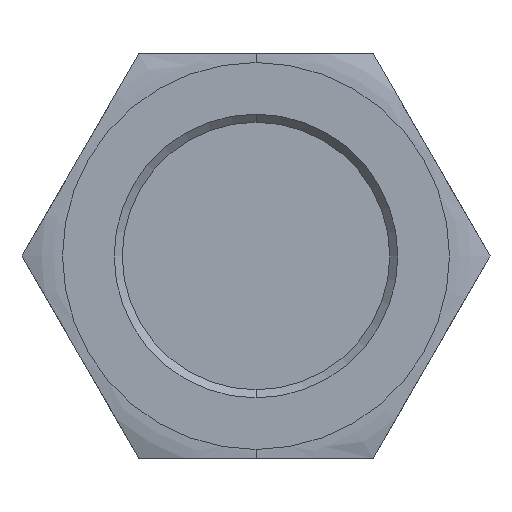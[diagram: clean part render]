
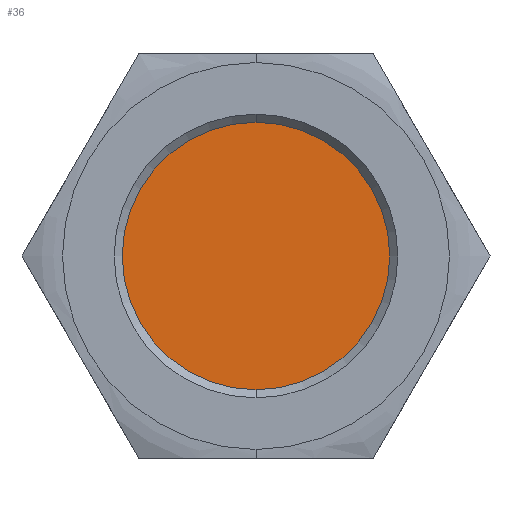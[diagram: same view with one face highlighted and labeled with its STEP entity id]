
A CAD part, front view. The second image highlights one B-rep face of the part: STEP entity #36.
In plain terms, the highlighted planar face has unit normal (0, -1, 0).
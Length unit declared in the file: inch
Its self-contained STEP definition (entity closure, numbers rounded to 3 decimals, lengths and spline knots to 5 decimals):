
#26 = EDGE_CURVE ( 'NONE', #207, #95, #379, .T. ) ;
#27 = ORIENTED_EDGE ( 'NONE', *, *, #26, .F. ) ;
#36 = ADVANCED_FACE ( 'NONE', ( #330 ), #268, .T. ) ;
#37 = ORIENTED_EDGE ( 'NONE', *, *, #206, .F. ) ;
#39 = EDGE_LOOP ( 'NONE', ( #37, #27 ) ) ;
#95 = VERTEX_POINT ( 'NONE', #594 ) ;
#206 = EDGE_CURVE ( 'NONE', #95, #207, #698, .T. ) ;
#207 = VERTEX_POINT ( 'NONE', #694 ) ;
#247 = DIRECTION ( 'NONE',  ( 0., 0., 1. ) ) ;
#248 = DIRECTION ( 'NONE',  ( 0., 1., 0. ) ) ;
#249 = CARTESIAN_POINT ( 'NONE',  ( 0., -1.5, 0. ) ) ;
#250 = AXIS2_PLACEMENT_3D ( 'NONE', #249, #248, #247 ) ;
#264 = DIRECTION ( 'NONE',  ( 0., 0., 1. ) ) ;
#265 = DIRECTION ( 'NONE',  ( 0., -1., 0. ) ) ;
#266 = CARTESIAN_POINT ( 'NONE',  ( 0., -1.5, 0. ) ) ;
#267 = AXIS2_PLACEMENT_3D ( 'NONE', #266, #265, #264 ) ;
#268 = PLANE ( 'NONE',  #267 ) ;
#330 = FACE_OUTER_BOUND ( 'NONE', #39, .T. ) ;
#379 = CIRCLE ( 'NONE', #250, 0.0825 ) ;
#594 = CARTESIAN_POINT ( 'NONE',  ( 0., -1.5, -0.0825 ) ) ;
#694 = CARTESIAN_POINT ( 'NONE',  ( 0., -1.5, 0.0825 ) ) ;
#695 = DIRECTION ( 'NONE',  ( 0., 0., 1. ) ) ;
#696 = DIRECTION ( 'NONE',  ( 0., 1., 0. ) ) ;
#697 = AXIS2_PLACEMENT_3D ( 'NONE', #703, #696, #695 ) ;
#698 = CIRCLE ( 'NONE', #697, 0.0825 ) ;
#703 = CARTESIAN_POINT ( 'NONE',  ( 0., -1.5, 0. ) ) ;
